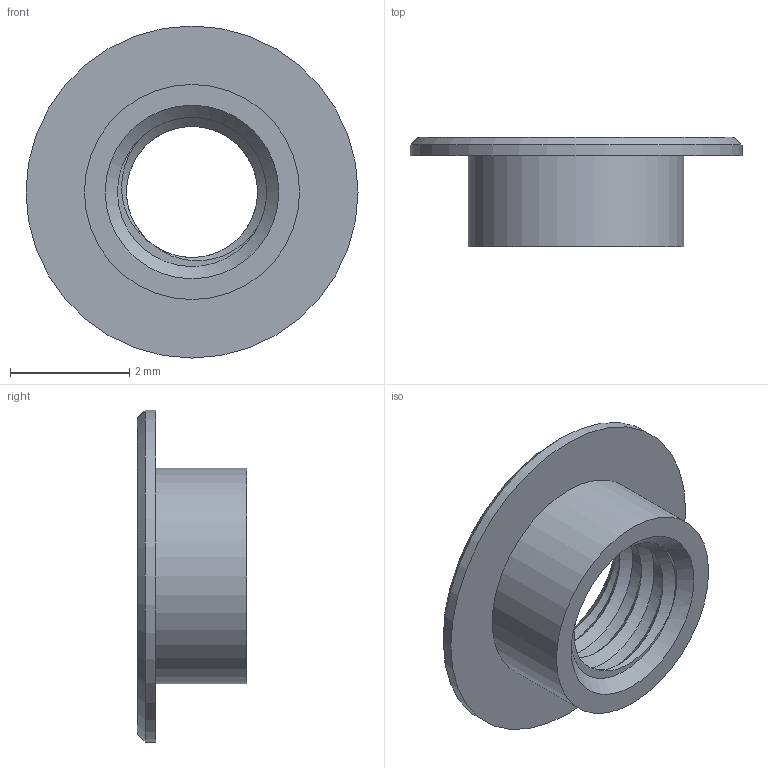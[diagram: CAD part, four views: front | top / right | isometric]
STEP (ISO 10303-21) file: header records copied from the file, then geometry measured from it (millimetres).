
FILE_DESCRIPTION (( 'STEP AP214' ), '1' );
FILE_NAME ('24929.STEP', '2022-01-11T20:19:31', ( '' ), ( '' ), 'SwSTEP 2.0', 'SolidWorks 2013', '' );
FILE_SCHEMA (( 'AUTOMOTIVE_DESIGN' ));
Length unit declared in the file: millimetre
Products named in the file (1): 24929
Bounding box: 5.56 x 1.83 x 5.56 mm (x, y, z)
Volume: 14 mm3; surface area: 75.5 mm2
Topology: 1 solids, 1 shells, 14 faces, 29 edges, 18 vertices
Faces by surface type: plane 6, cylinder 3, cone 3, bspline 2
Full cylindrical faces by diameter (mm): 3.607 x1, 5.563 x1
Entity records: 663 total; most frequent: CARTESIAN_POINT 381, DIRECTION 51, ORIENTED_EDGE 42, AXIS2_PLACEMENT_3D 24, EDGE_LOOP 22, EDGE_CURVE 21, FACE_OUTER_BOUND 16, VERTEX_POINT 15
